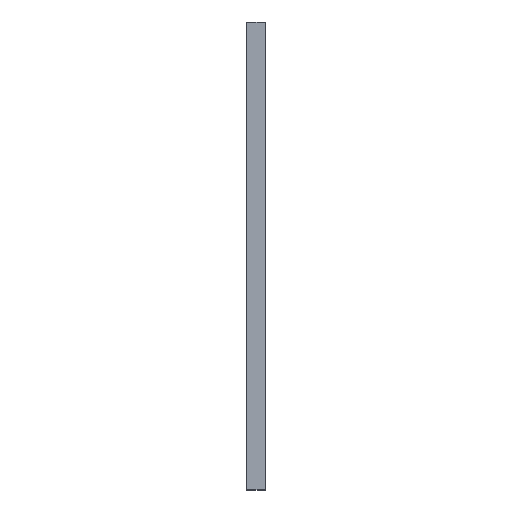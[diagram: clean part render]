
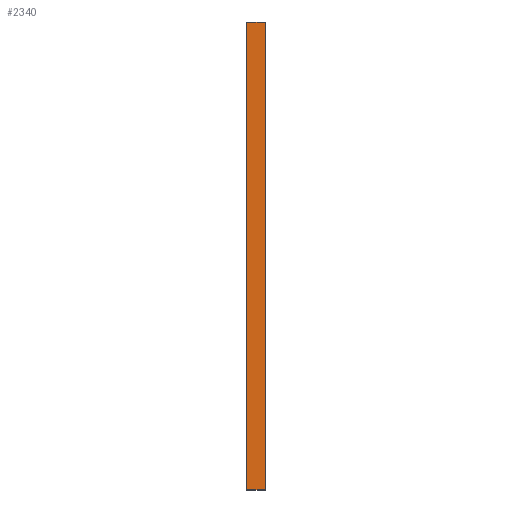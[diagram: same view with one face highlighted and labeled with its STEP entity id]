
A CAD part, front view. The second image highlights one B-rep face of the part: STEP entity #2340.
In plain terms, the highlighted planar face has unit normal (0, -1, 0).
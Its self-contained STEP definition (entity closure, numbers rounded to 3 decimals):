
#183 = LINE ( 'NONE', #2235, #334 ) ;
#197 = CARTESIAN_POINT ( 'NONE',  ( -24., -20., 0. ) ) ;
#328 = EDGE_CURVE ( 'NONE', #2575, #2910, #919, .T. ) ;
#334 = VECTOR ( 'NONE', #2704, 1000. ) ;
#344 = EDGE_CURVE ( 'NONE', #2575, #2887, #183, .T. ) ;
#408 = LINE ( 'NONE', #1824, #1185 ) ;
#507 = VERTEX_POINT ( 'NONE', #1058 ) ;
#531 = CARTESIAN_POINT ( 'NONE',  ( -21.5, -20., 0. ) ) ;
#555 = FACE_OUTER_BOUND ( 'NONE', #1311, .T. ) ;
#631 = VECTOR ( 'NONE', #3138, 1000. ) ;
#909 = LINE ( 'NONE', #197, #631 ) ;
#919 = LINE ( 'NONE', #531, #2644 ) ;
#1058 = CARTESIAN_POINT ( 'NONE',  ( -24., -20., -65.5 ) ) ;
#1185 = VECTOR ( 'NONE', #2568, 1000. ) ;
#1218 = DIRECTION ( 'NONE',  ( 0., 0., -1. ) ) ;
#1251 = ORIENTED_EDGE ( 'NONE', *, *, #2702, .F. ) ;
#1311 = EDGE_LOOP ( 'NONE', ( #2667, #1786, #1251, #1812 ) ) ;
#1507 = CARTESIAN_POINT ( 'NONE',  ( -21.5, -20., -65.5 ) ) ;
#1533 = CARTESIAN_POINT ( 'NONE',  ( -21.5, -20., -1.5 ) ) ;
#1786 = ORIENTED_EDGE ( 'NONE', *, *, #344, .T. ) ;
#1812 = ORIENTED_EDGE ( 'NONE', *, *, #3131, .F. ) ;
#1824 = CARTESIAN_POINT ( 'NONE',  ( 69.01, -20., -65.5 ) ) ;
#1899 = AXIS2_PLACEMENT_3D ( 'NONE', #3170, #2682, #1218 ) ;
#2005 = DIRECTION ( 'NONE',  ( 0., 0., -1. ) ) ;
#2196 = PLANE ( 'NONE',  #1899 ) ;
#2235 = CARTESIAN_POINT ( 'NONE',  ( 69.01, -20., -1.5 ) ) ;
#2340 = ADVANCED_FACE ( 'NONE', ( #555 ), #2196, .T. ) ;
#2568 = DIRECTION ( 'NONE',  ( -1., 0., 0. ) ) ;
#2575 = VERTEX_POINT ( 'NONE', #1533 ) ;
#2644 = VECTOR ( 'NONE', #2005, 1000. ) ;
#2667 = ORIENTED_EDGE ( 'NONE', *, *, #328, .F. ) ;
#2682 = DIRECTION ( 'NONE',  ( 0., -1., 0. ) ) ;
#2702 = EDGE_CURVE ( 'NONE', #507, #2887, #909, .T. ) ;
#2704 = DIRECTION ( 'NONE',  ( -1., 0., 0. ) ) ;
#2887 = VERTEX_POINT ( 'NONE', #3169 ) ;
#2910 = VERTEX_POINT ( 'NONE', #1507 ) ;
#3131 = EDGE_CURVE ( 'NONE', #2910, #507, #408, .T. ) ;
#3138 = DIRECTION ( 'NONE',  ( 0., 0., 1. ) ) ;
#3169 = CARTESIAN_POINT ( 'NONE',  ( -24., -20., -1.5 ) ) ;
#3170 = CARTESIAN_POINT ( 'NONE',  ( 69.01, -20., 0. ) ) ;
